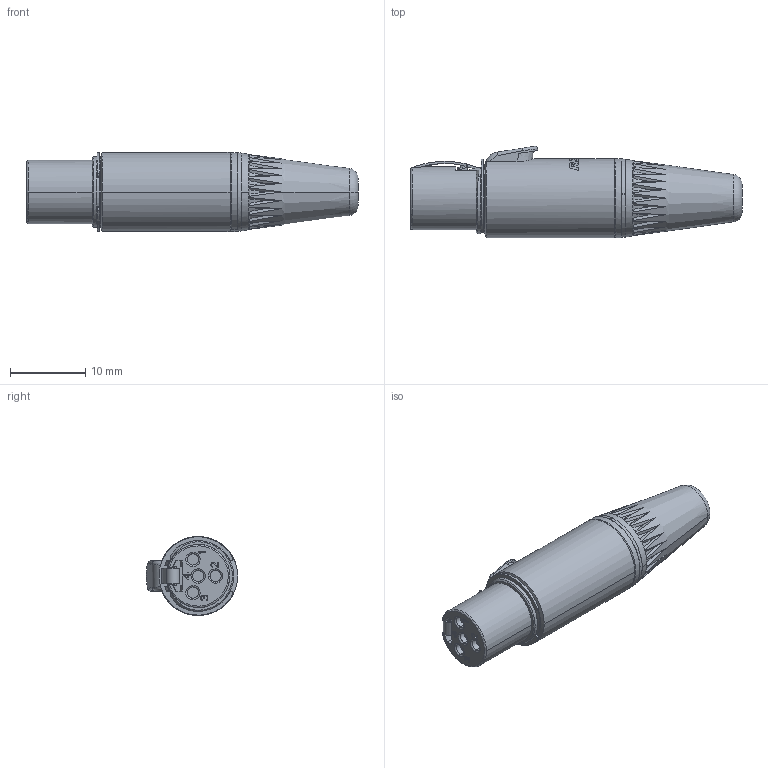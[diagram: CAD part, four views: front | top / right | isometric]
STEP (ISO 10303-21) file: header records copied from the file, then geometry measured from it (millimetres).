
FILE_DESCRIPTION((''),'2;1');
FILE_NAME('RT4FC-B','2021-03-31T',('xhp'),(''),'PRO/ENGINEER BY PARAMETRIC TECHNOLOGY CORPORATION, 2013040','PRO/ENGINEER BY PARAMETRIC TECHNOLOGY CORPORATION, 2013040','');
FILE_SCHEMA(('CONFIG_CONTROL_DESIGN'));
Length unit declared in the file: millimetre
Products named in the file (1): RT4FC-B
Bounding box: 44.1 x 12.14 x 10.5 mm (x, y, z)
Volume: 2818.2 mm3; surface area: 3091.1 mm2
Topology: 1 solids, 9 shells, 714 faces, 1976 edges, 1293 vertices
Faces by surface type: plane 370, cylinder 159, bspline 83, cone 83, torus 19
Entity records: 32326 total; most frequent: CARTESIAN_POINT 14804, ORIENTED_EDGE 3946, DIRECTION 3238, EDGE_CURVE 1973, VERTEX_POINT 1293, AXIS2_PLACEMENT_3D 1143, VECTOR 952, LINE 952
